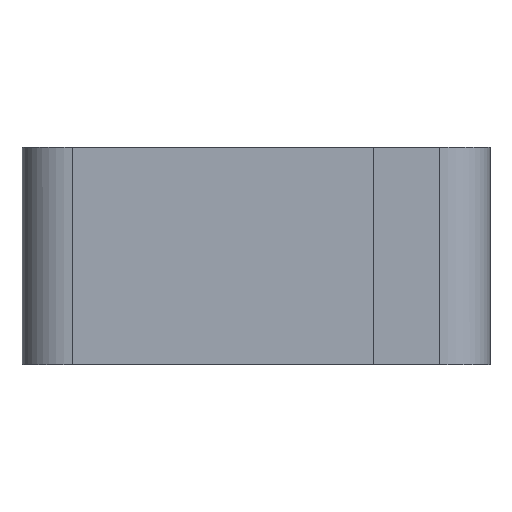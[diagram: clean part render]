
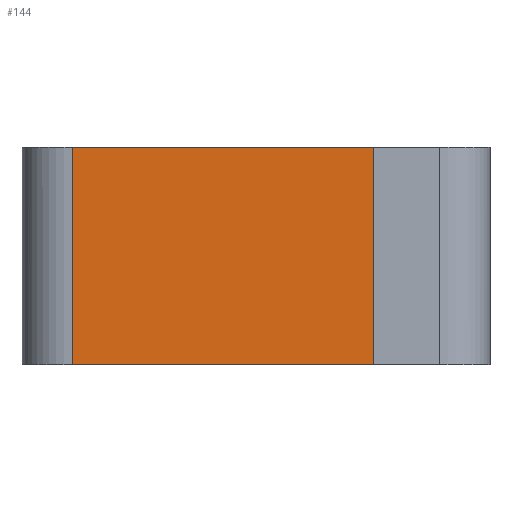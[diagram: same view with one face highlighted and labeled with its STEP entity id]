
A CAD part, left-side view. The second image highlights one B-rep face of the part: STEP entity #144.
In plain terms, the highlighted planar face has unit normal (-1, 0, 0).
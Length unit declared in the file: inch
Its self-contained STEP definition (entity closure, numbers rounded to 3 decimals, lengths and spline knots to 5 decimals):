
#144=ADVANCED_FACE('',(#264),#265,.T.);
#264=FACE_OUTER_BOUND('',#495,.T.);
#265=PLANE('',#496);
#495=EDGE_LOOP('',(#707,#708,#709,#710));
#496=AXIS2_PLACEMENT_3D('',#711,#712,#713);
#707=ORIENTED_EDGE('',*,*,#735,.T.);
#708=ORIENTED_EDGE('',*,*,#780,.F.);
#709=ORIENTED_EDGE('',*,*,#797,.T.);
#710=ORIENTED_EDGE('',*,*,#792,.T.);
#711=CARTESIAN_POINT('',(0.34323,0.8737,0.0));
#712=DIRECTION('',(-1.0,0.0,0.0));
#713=DIRECTION('',(0.0,-1.0,0.0));
#735=EDGE_CURVE('',#830,#827,#831,.T.);
#780=EDGE_CURVE('',#898,#827,#900,.T.);
#792=EDGE_CURVE('',#914,#830,#915,.T.);
#797=EDGE_CURVE('',#898,#914,#920,.T.);
#827=VERTEX_POINT('',#961);
#830=VERTEX_POINT('',#967);
#831=LINE('',#968,#969);
#898=VERTEX_POINT('',#1100);
#900=LINE('',#1105,#1106);
#914=VERTEX_POINT('',#1130);
#915=LINE('',#1131,#1132);
#920=LINE('',#1141,#1142);
#961=CARTESIAN_POINT('',(0.34323,1.56018,0.8125));
#967=CARTESIAN_POINT('',(0.34323,0.18722,0.8125));
#968=CARTESIAN_POINT('',(0.34323,1.56018,0.8125));
#969=VECTOR('',#1159,1.0);
#1100=CARTESIAN_POINT('',(0.34323,1.56018,0.0));
#1105=CARTESIAN_POINT('',(0.34323,1.56018,0.0));
#1106=VECTOR('',#1179,1.0);
#1130=CARTESIAN_POINT('',(0.34323,0.18722,0.0));
#1131=CARTESIAN_POINT('',(0.34323,0.18722,0.0));
#1132=VECTOR('',#1184,1.0);
#1141=CARTESIAN_POINT('',(0.34323,1.56018,0.0));
#1142=VECTOR('',#1186,1.0);
#1159=DIRECTION('',(0.0,1.0,0.0));
#1179=DIRECTION('',(0.0,0.0,1.0));
#1184=DIRECTION('',(0.0,0.0,1.0));
#1186=DIRECTION('',(0.0,-1.0,0.0));
